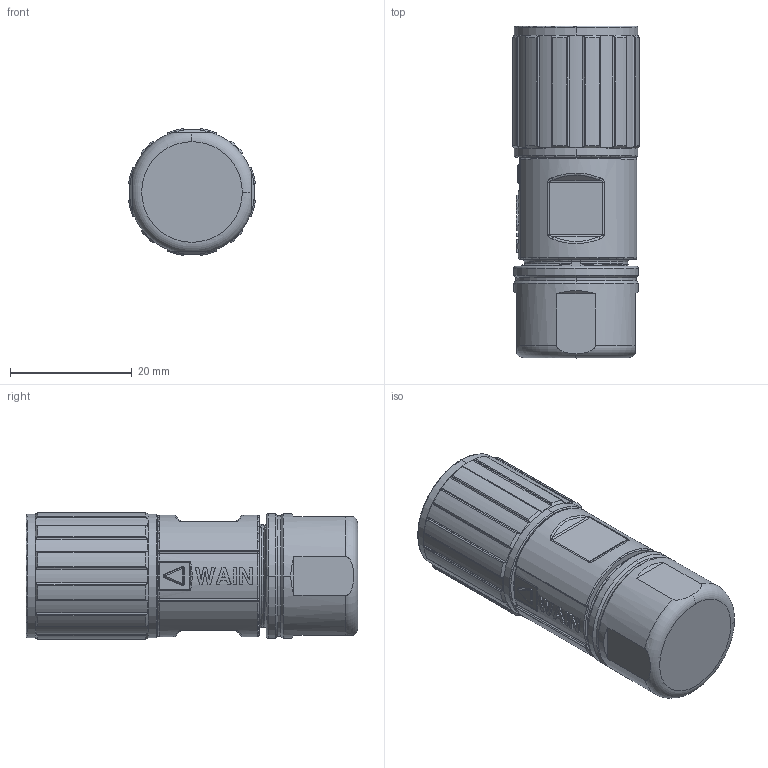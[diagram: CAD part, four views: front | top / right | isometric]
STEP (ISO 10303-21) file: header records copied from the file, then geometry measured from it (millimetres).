
FILE_DESCRIPTION((''),'2;1');
FILE_NAME('3D_1650044102500_M17-MC04-T-D9_','2024-01-18T',('lian.chen'),(''),'PRO/ENGINEER BY PARAMETRIC TECHNOLOGY CORPORATION, 2012480','PRO/ENGINEER BY PARAMETRIC TECHNOLOGY CORPORATION, 2012480','');
FILE_SCHEMA(('CONFIG_CONTROL_DESIGN'));
Length unit declared in the file: millimetre
Products named in the file (1): 3D_1650044102500_M17-MC04-T-D9_
Bounding box: 20.77 x 54.4 x 20.77 mm (x, y, z)
Volume: 14994.6 mm3; surface area: 7246.3 mm2
Topology: 1 solids, 1 shells, 516 faces, 1423 edges, 943 vertices
Faces by surface type: cylinder 225, plane 145, bspline 62, torus 44, cone 34, sphere 6
Entity records: 21259 total; most frequent: CARTESIAN_POINT 8556, ORIENTED_EDGE 2834, DIRECTION 2467, EDGE_CURVE 1417, AXIS2_PLACEMENT_3D 1003, VERTEX_POINT 943, EDGE_LOOP 556, CIRCLE 549
